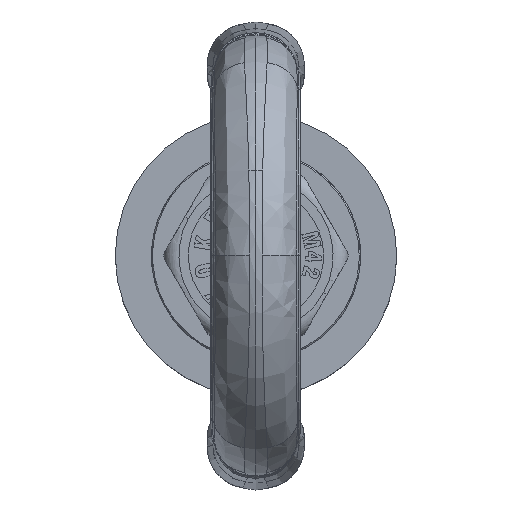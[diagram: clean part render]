
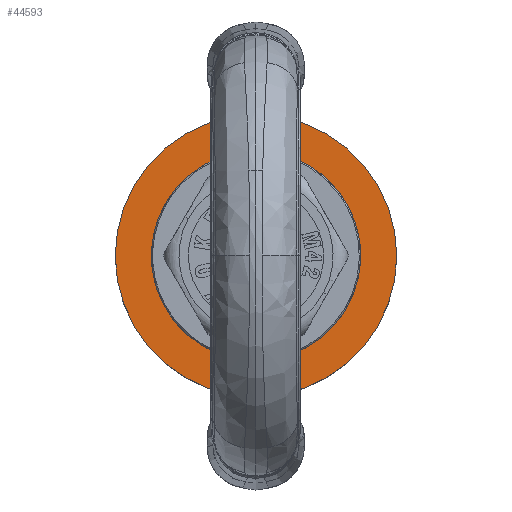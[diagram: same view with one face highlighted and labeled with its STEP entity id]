
A CAD part, top view. The second image highlights one B-rep face of the part: STEP entity #44593.
In plain terms, the highlighted planar face has unit normal (0, 0, 1).
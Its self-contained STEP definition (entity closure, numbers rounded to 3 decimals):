
#44530=CARTESIAN_POINT('Vertex',(56.5,0.,0.)) ;
#44533=CARTESIAN_POINT('Axis2P3D Location',(0.,0.,0.)) ;
#44537=CARTESIAN_POINT('Vertex',(-56.5,0.,0.)) ;
#44572=CARTESIAN_POINT('Axis2P3D Location',(0.,0.,0.)) ;
#44584=CARTESIAN_POINT('Axis2P3D Location',(0.,0.,0.)) ;
#44534=DIRECTION('Axis2P3D Direction',(0.,0.,1.)) ;
#44573=DIRECTION('Axis2P3D Direction',(0.,0.,1.)) ;
#44585=DIRECTION('Axis2P3D Direction',(0.,0.,1.)) ;
#44586=DIRECTION('Axis2P3D XDirection',(1.,0.,0.)) ;
#44535=AXIS2_PLACEMENT_3D('Circle Axis2P3D',#44533,#44534,$) ;
#44574=AXIS2_PLACEMENT_3D('Circle Axis2P3D',#44572,#44573,$) ;
#44587=AXIS2_PLACEMENT_3D('Plane Axis2P3D',#44584,#44585,#44586) ;
#44590=ORIENTED_EDGE('',*,*,#44539,.T.) ;
#44591=ORIENTED_EDGE('',*,*,#44576,.F.) ;
#44593=ADVANCED_FACE('YK8231-200C-A',(#44592),#44588,.T.) ;
#44536=CIRCLE('generated circle',#44535,56.5) ;
#44575=CIRCLE('generated circle',#44574,56.5) ;
#44539=EDGE_CURVE('',#44538,#44531,#44536,.T.) ;
#44576=EDGE_CURVE('',#44538,#44531,#44575,.F.) ;
#44589=EDGE_LOOP('',(#44590,#44591)) ;
#44592=FACE_OUTER_BOUND('',#44589,.T.) ;
#44588=PLANE('',#44587) ;
#44531=VERTEX_POINT('',#44530) ;
#44538=VERTEX_POINT('',#44537) ;
